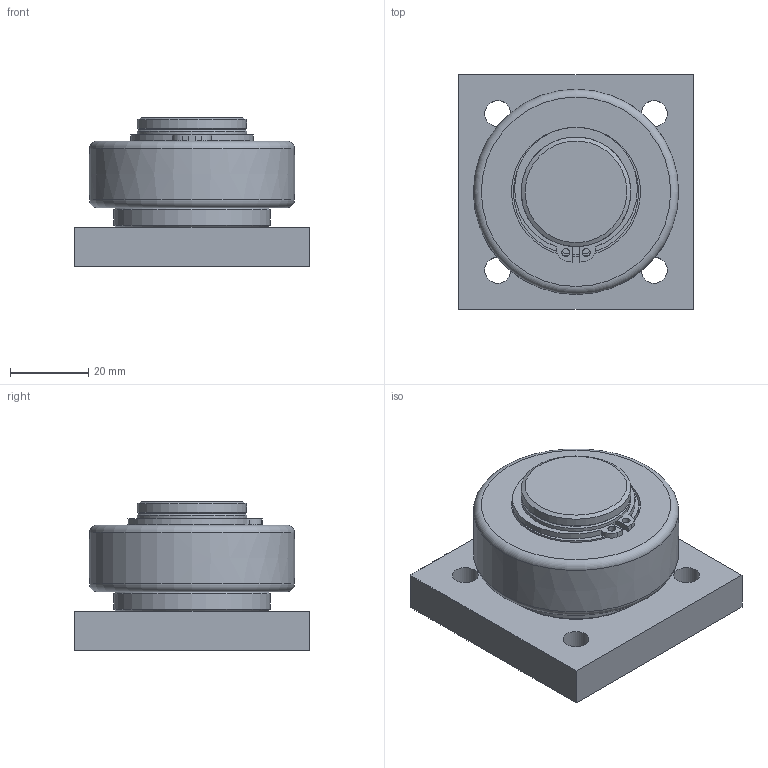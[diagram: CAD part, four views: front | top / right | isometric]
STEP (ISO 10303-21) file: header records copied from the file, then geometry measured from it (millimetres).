
FILE_DESCRIPTION(/* description */ ('-','CAx-IF Rec.Pracs.---Representation and Presentation of Product Manufacturing Information (PMI)---4.0---2014-10-13'),/* implementation_level */ '2;1');
FILE_NAME(/* name */ '5b34231d-29b6-4eee-90f3-4fdb401bf4cb.stp',/* time_stamp */ '2020-04-01T16:25:33+02:00',/* author */ ('-'),/* organization */ ('NTI CADcenter A/S'),/* preprocessor_version */ 'ST-DEVELOPER v18',/* originating_system */ 'Autodesk Inventor 2020',/* authorisation */ '-');
FILE_SCHEMA (('AP242_MANAGED_MODEL_BASED_3D_ENGINEERING_MIM_LF { 1 0 10303 442 1 1 4 }'));
Length unit declared in the file: millimetre
Products named in the file (1): TR 050.0360 BQ1000_Kontur
Bounding box: 60 x 60 x 38 mm (x, y, z)
Volume: 75030.9 mm3; surface area: 27544.4 mm2
Topology: 1 solids, 1 shells, 355 faces, 976 edges, 463 vertices
Faces by surface type: plane 203, cylinder 141, cone 7, torus 3, bspline 1
Full cylindrical faces by diameter (mm): 2 x2, 6.647 x5, 21 x1, 26.6 x1, 28 x2, 30 x1, 32 x1, 33 x2, 36 x2, 38 x2, 40 x1, 46 x2
Entity records: 11516 total; most frequent: DIRECTION 2481, ORIENTED_EDGE 1952, CARTESIAN_POINT 1821, AXIS2_PLACEMENT_3D 1150, EDGE_CURVE 976, CIRCLE 795, VERTEX_POINT 463, EDGE_LOOP 381
